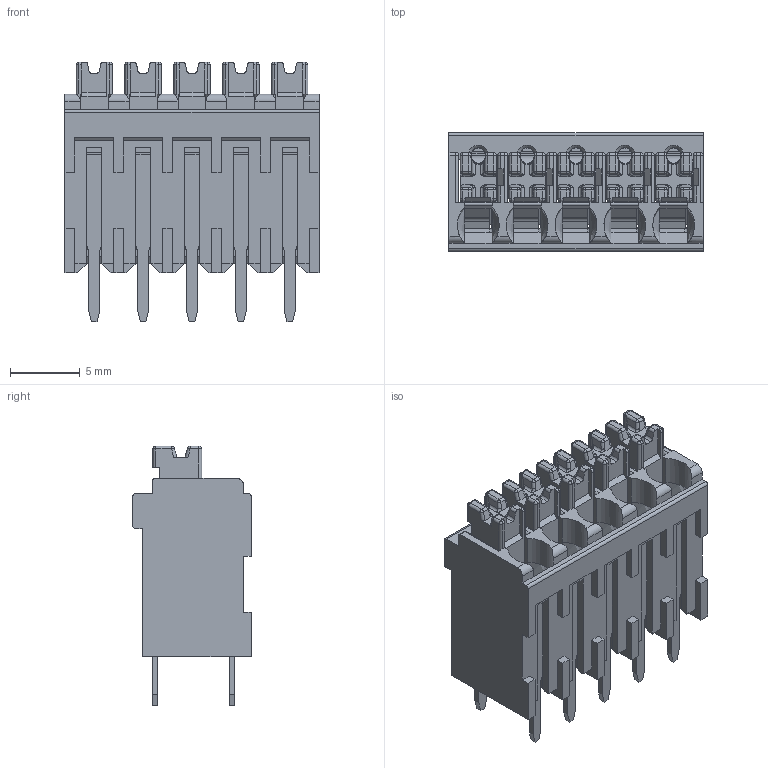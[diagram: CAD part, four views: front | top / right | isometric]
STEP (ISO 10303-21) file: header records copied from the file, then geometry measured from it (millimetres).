
FILE_DESCRIPTION(/* description */ ('Unknown'),/* implementation_level */ '2;1');
FILE_NAME(/* name */ '691410100005',/* time_stamp */ '2021-08-11T15:34:26+02:00',/* author */ ('Unknown'),/* organization */ ('Unknown'),/* preprocessor_version */ 'ST-DEVELOPER v16.7',/* originating_system */ 'Solid Edge',/* authorisation */ 'Unknown');
FILE_SCHEMA (('AUTOMOTIVE_DESIGN {1 0 10303 214 3 1 1}'));
Length unit declared in the file: millimetre
Products named in the file (5): 6914101000xx; 691410100005; 6914101000xx_SolderPin; 6914101000xx_SpringClamp; 6914101000xx_Lever
Assembly tree (16 placements, depth 2):
  6914101000xx
    691410100005
    6914101000xx_SolderPin  x5
    6914101000xx_SpringClamp  x5
    6914101000xx_Lever  x5
Bounding box: 18.2 x 8.5 x 18.6 mm (x, y, z)
Volume: 954.4 mm3; surface area: 3595 mm2
Topology: 16 solids, 16 shells, 1725 faces, 4712 edges, 2923 vertices
Faces by surface type: plane 1062, cylinder 482, sphere 81, bspline 70, torus 20, cone 10
Entity records: 22511 total; most frequent: CARTESIAN_POINT 4392, ORIENTED_EDGE 3870, DIRECTION 3587, EDGE_CURVE 1935, LINE 1575, VECTOR 1575, VERTEX_POINT 1227, AXIS2_PLACEMENT_3D 1006
